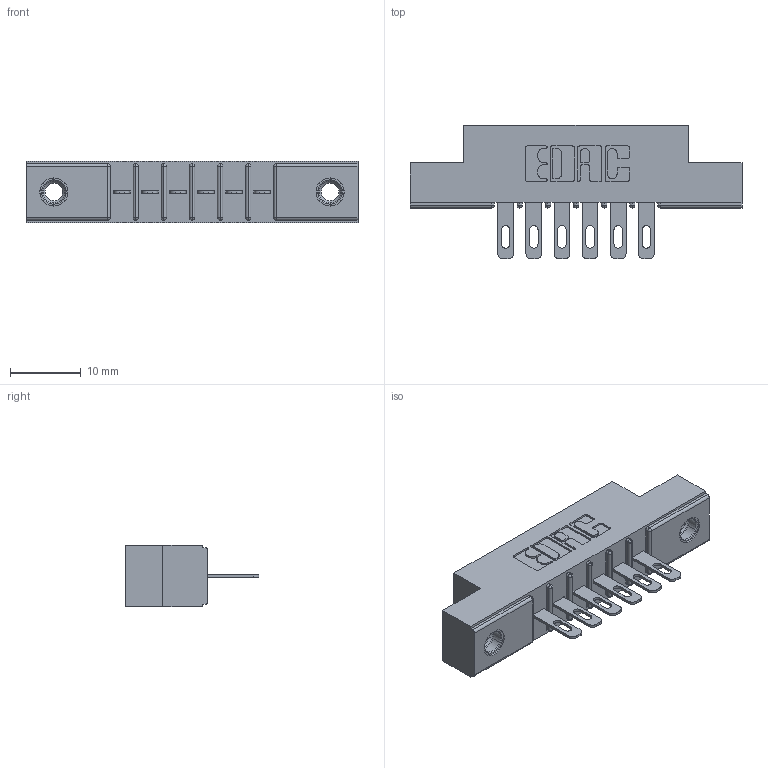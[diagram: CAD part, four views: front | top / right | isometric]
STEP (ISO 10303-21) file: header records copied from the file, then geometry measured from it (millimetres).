
FILE_DESCRIPTION (( 'STEP AP203' ), '1' );
FILE_NAME ('306-006-500-107.STEP', '2019-09-11T18:46:24', ( '' ), ( '' ), 'SwSTEP 2.0', 'SolidWorks 2016', '' );
FILE_SCHEMA (( 'CONFIG_CONTROL_DESIGN' ));
Length unit declared in the file: inch
Products named in the file (4): 306-290-001_100; 306-006-500-107; 306 Part_.156 Dia; 345-250-001_345-250-005-103
Assembly tree (9 placements, depth 2):
  306-006-500-107
    306 Part_.156 Dia
    306-290-001_100  x6
    345-250-001_345-250-005-103  x2
Bounding box: 46.79 x 18.87 x 8.71 mm (x, y, z)
Volume: 3131.1 mm3; surface area: 4269.2 mm2
Topology: 9 solids, 9 shells, 632 faces, 1742 edges, 1120 vertices
Faces by surface type: plane 400, cylinder 192, sphere 24, cone 12, torus 4
Entity records: 11608 total; most frequent: CARTESIAN_POINT 1924, DIRECTION 1910, ORIENTED_EDGE 1896, EDGE_CURVE 948, LINE 718, VECTOR 718, VERTEX_POINT 610, AXIS2_PLACEMENT_3D 596
